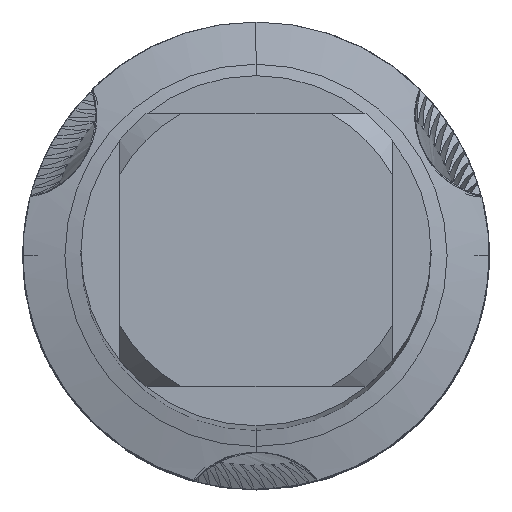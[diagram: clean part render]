
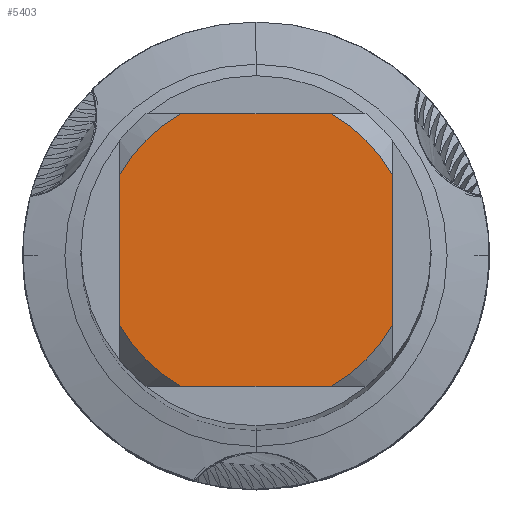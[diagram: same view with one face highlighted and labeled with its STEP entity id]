
A CAD part, top view. The second image highlights one B-rep face of the part: STEP entity #5403.
In plain terms, the highlighted planar face has unit normal (0, 0, 1).
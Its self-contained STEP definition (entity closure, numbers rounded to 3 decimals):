
#2555=VERTEX_POINT('',#7544);
#2643=VERTEX_POINT('',#7640);
#2677=EDGE_CURVE('',#4725,#3615,#7678,.T.);
#2973=EDGE_CURVE('',#3245,#3821,#8004,.T.);
#3245=VERTEX_POINT('',#8298);
#3307=EDGE_CURVE('',#3245,#2643,#8365,.T.);
#3339=EDGE_CURVE('',#2555,#3615,#8402,.T.);
#3421=EDGE_CURVE('',#4725,#6765,#8492,.T.);
#3615=VERTEX_POINT('',#8706);
#3821=VERTEX_POINT('',#8936);
#4669=VERTEX_POINT('',#9853);
#4725=VERTEX_POINT('',#9914);
#4789=EDGE_CURVE('',#4669,#6765,#9982,.T.);
#5403=ADVANCED_FACE('',(#10651),#10652,.T.);
#5691=EDGE_CURVE('',#2555,#2643,#10967,.T.);
#5831=EDGE_CURVE('',#4669,#3821,#11117,.T.);
#6765=VERTEX_POINT('',#12133);
#7544=CARTESIAN_POINT('',(3.5,-1.936,0.0));
#7640=CARTESIAN_POINT('',(1.936,-3.5,0.0));
#7678=CIRCLE('',#13312,4.0);
#8004=CIRCLE('',#14067,4.0);
#8298=CARTESIAN_POINT('',(-1.936,-3.5,0.0));
#8365=LINE('',#14966,#14967);
#8402=LINE('',#15033,#15034);
#8492=LINE('',#15348,#15349);
#8706=CARTESIAN_POINT('',(3.5,1.936,0.0));
#8936=CARTESIAN_POINT('',(-3.5,-1.936,0.0));
#9853=CARTESIAN_POINT('',(-3.5,1.936,0.0));
#9914=CARTESIAN_POINT('',(1.936,3.5,0.0));
#9982=CIRCLE('',#18629,4.0);
#10651=FACE_OUTER_BOUND('',#20144,.T.);
#10652=PLANE('',#20145);
#10967=CIRCLE('',#20928,4.0);
#11117=LINE('',#21496,#21497);
#12133=CARTESIAN_POINT('',(-1.936,3.5,0.0));
#13312=AXIS2_PLACEMENT_3D('',#26014,#26015,#26016);
#14067=AXIS2_PLACEMENT_3D('',#26381,#26382,#26383);
#14966=CARTESIAN_POINT('',(0.0,-3.5,0.0));
#14967=VECTOR('',#26698,1.0);
#15033=CARTESIAN_POINT('',(3.5,1.0,0.0));
#15034=VECTOR('',#26744,1.0);
#15348=CARTESIAN_POINT('',(0.0,3.5,0.0));
#15349=VECTOR('',#27017,1.0);
#18629=AXIS2_PLACEMENT_3D('',#28515,#28516,#28517);
#20144=EDGE_LOOP('',(#29355,#29356,#29357,#29358,#29359,#29360,#29361,#29362));
#20145=AXIS2_PLACEMENT_3D('',#29363,#29364,#29365);
#20928=AXIS2_PLACEMENT_3D('',#29848,#29849,#29850);
#21496=CARTESIAN_POINT('',(-3.5,1.0,0.0));
#21497=VECTOR('',#29989,1.0);
#26014=CARTESIAN_POINT('',(0.0,0.0,0.0));
#26015=DIRECTION('',(0.0,0.0,-1.0));
#26016=DIRECTION('',(0.0,1.0,0.0));
#26381=CARTESIAN_POINT('',(0.0,0.0,0.0));
#26382=DIRECTION('',(0.0,0.0,-1.0));
#26383=DIRECTION('',(0.0,1.0,0.0));
#26698=DIRECTION('',(1.0,0.0,0.0));
#26744=DIRECTION('',(-0.0,1.0,0.0));
#27017=DIRECTION('',(-1.0,0.0,0.0));
#28515=CARTESIAN_POINT('',(0.0,0.0,0.0));
#28516=DIRECTION('',(0.0,0.0,-1.0));
#28517=DIRECTION('',(0.0,1.0,0.0));
#29355=ORIENTED_EDGE('',*,*,#5831,.T.);
#29356=ORIENTED_EDGE('',*,*,#2973,.F.);
#29357=ORIENTED_EDGE('',*,*,#3307,.T.);
#29358=ORIENTED_EDGE('',*,*,#5691,.F.);
#29359=ORIENTED_EDGE('',*,*,#3339,.T.);
#29360=ORIENTED_EDGE('',*,*,#2677,.F.);
#29361=ORIENTED_EDGE('',*,*,#3421,.T.);
#29362=ORIENTED_EDGE('',*,*,#4789,.F.);
#29363=CARTESIAN_POINT('',(0.0,2.0,0.0));
#29364=DIRECTION('',(-0.0,0.0,1.0));
#29365=DIRECTION('',(0.0,-1.0,0.0));
#29848=CARTESIAN_POINT('',(0.0,0.0,0.0));
#29849=DIRECTION('',(0.0,0.0,-1.0));
#29850=DIRECTION('',(0.0,1.0,0.0));
#29989=DIRECTION('',(-0.0,-1.0,0.0));
